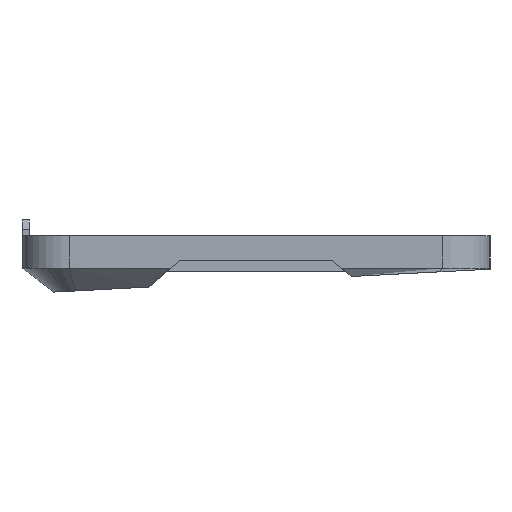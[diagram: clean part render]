
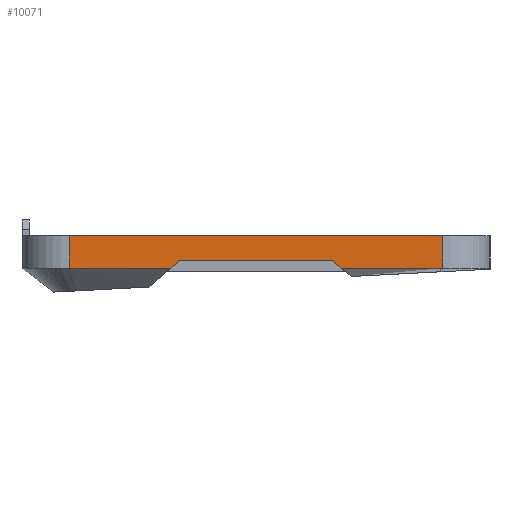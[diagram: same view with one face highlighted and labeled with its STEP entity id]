
A CAD part, left-side view. The second image highlights one B-rep face of the part: STEP entity #10071.
In plain terms, the highlighted planar face has unit normal (-1, 0, 0).
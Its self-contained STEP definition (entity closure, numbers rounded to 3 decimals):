
#1433 = VERTEX_POINT('',#1434);
#1434 = CARTESIAN_POINT('',(-158.875,39.6,-1.8));
#1441 = EDGE_CURVE('',#1442,#1433,#1444,.T.);
#1442 = VERTEX_POINT('',#1443);
#1443 = CARTESIAN_POINT('',(-158.875,-39.6,-1.8));
#1444 = LINE('',#1445,#1446);
#1445 = CARTESIAN_POINT('',(-158.875,-39.6,-1.8));
#1446 = VECTOR('',#1447,1.);
#1447 = DIRECTION('',(0.,1.,0.));
#10051 = EDGE_CURVE('',#1442,#10052,#10054,.T.);
#10052 = VERTEX_POINT('',#10053);
#10053 = CARTESIAN_POINT('',(-158.875,-39.6,-8.6));
#10054 = LINE('',#10055,#10056);
#10055 = CARTESIAN_POINT('',(-158.875,-39.6,-3.));
#10056 = VECTOR('',#10057,1.);
#10057 = DIRECTION('',(0.,0.,-1.));
#10071 = ADVANCED_FACE('',(#10072),#10122,.T.);
#10072 = FACE_BOUND('',#10073,.T.);
#10073 = EDGE_LOOP('',(#10074,#10075,#10076,#10084,#10092,#10100,#10108,
    #10116));
#10074 = ORIENTED_EDGE('',*,*,#10051,.F.);
#10075 = ORIENTED_EDGE('',*,*,#1441,.T.);
#10076 = ORIENTED_EDGE('',*,*,#10077,.F.);
#10077 = EDGE_CURVE('',#10078,#1433,#10080,.T.);
#10078 = VERTEX_POINT('',#10079);
#10079 = CARTESIAN_POINT('',(-158.875,39.6,-8.6));
#10080 = LINE('',#10081,#10082);
#10081 = CARTESIAN_POINT('',(-158.875,39.6,-3.));
#10082 = VECTOR('',#10083,1.);
#10083 = DIRECTION('',(0.,0.,1.));
#10084 = ORIENTED_EDGE('',*,*,#10085,.T.);
#10085 = EDGE_CURVE('',#10078,#10086,#10088,.T.);
#10086 = VERTEX_POINT('',#10087);
#10087 = CARTESIAN_POINT('',(-158.875,18.047,-8.6));
#10088 = LINE('',#10089,#10090);
#10089 = CARTESIAN_POINT('',(-158.875,49.6,-8.6));
#10090 = VECTOR('',#10091,1.);
#10091 = DIRECTION('',(0.,-1.,0.));
#10092 = ORIENTED_EDGE('',*,*,#10093,.T.);
#10093 = EDGE_CURVE('',#10086,#10094,#10096,.T.);
#10094 = VERTEX_POINT('',#10095);
#10095 = CARTESIAN_POINT('',(-158.875,16.021,-6.9));
#10096 = LINE('',#10097,#10098);
#10097 = CARTESIAN_POINT('',(-158.875,19.,-9.4));
#10098 = VECTOR('',#10099,1.);
#10099 = DIRECTION('',(0.,-0.766,0.643));
#10100 = ORIENTED_EDGE('',*,*,#10101,.T.);
#10101 = EDGE_CURVE('',#10094,#10102,#10104,.T.);
#10102 = VERTEX_POINT('',#10103);
#10103 = CARTESIAN_POINT('',(-158.875,-16.021,-6.9));
#10104 = LINE('',#10105,#10106);
#10105 = CARTESIAN_POINT('',(-158.875,16.021,-6.9));
#10106 = VECTOR('',#10107,1.);
#10107 = DIRECTION('',(0.,-1.,-0.));
#10108 = ORIENTED_EDGE('',*,*,#10109,.F.);
#10109 = EDGE_CURVE('',#10110,#10102,#10112,.T.);
#10110 = VERTEX_POINT('',#10111);
#10111 = CARTESIAN_POINT('',(-158.875,-18.047,-8.6));
#10112 = LINE('',#10113,#10114);
#10113 = CARTESIAN_POINT('',(-158.875,-19.,-9.4));
#10114 = VECTOR('',#10115,1.);
#10115 = DIRECTION('',(0.,0.766,0.643));
#10116 = ORIENTED_EDGE('',*,*,#10117,.T.);
#10117 = EDGE_CURVE('',#10110,#10052,#10118,.T.);
#10118 = LINE('',#10119,#10120);
#10119 = CARTESIAN_POINT('',(-158.875,49.6,-8.6));
#10120 = VECTOR('',#10121,1.);
#10121 = DIRECTION('',(0.,-1.,0.));
#10122 = PLANE('',#10123);
#10123 = AXIS2_PLACEMENT_3D('',#10124,#10125,#10126);
#10124 = CARTESIAN_POINT('',(-158.875,0.,-5.2));
#10125 = DIRECTION('',(-1.,0.,0.));
#10126 = DIRECTION('',(0.,0.,-1.));
